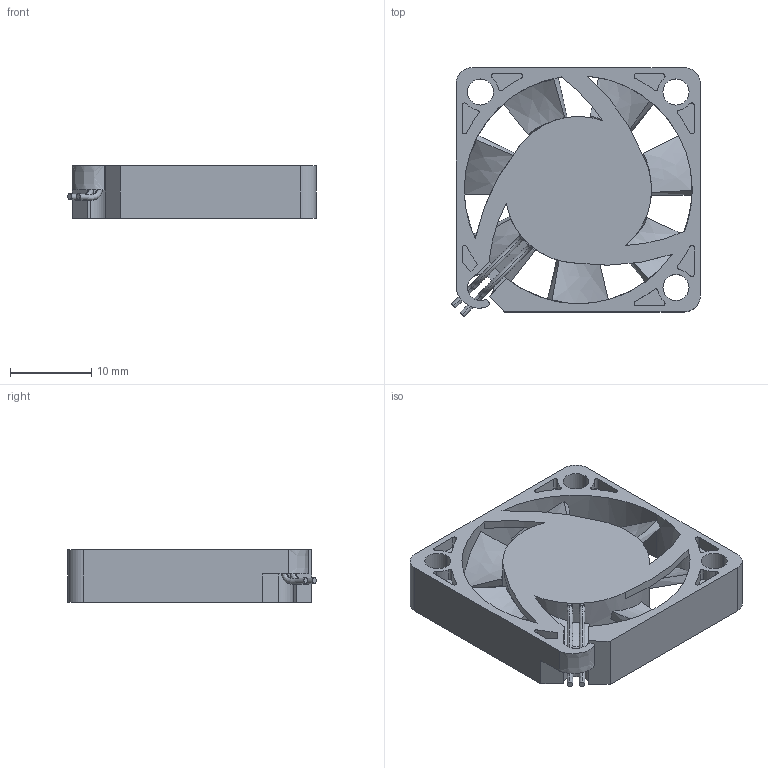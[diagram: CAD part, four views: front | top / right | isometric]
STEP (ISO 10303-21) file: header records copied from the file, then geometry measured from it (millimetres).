
FILE_DESCRIPTION((''),'2;1');
FILE_NAME('SD_SUNON_30X30X6','2023-05-25T13:30:09',('diego.serra'),(''),'CREO PARAMETRIC BY PTC INC, 2021424','CREO PARAMETRIC BY PTC INC, 2021424','');
FILE_SCHEMA(('AUTOMOTIVE_DESIGN { 1 0 10303 214 1 1 1 1 }'));
Length unit declared in the file: millimetre
Products named in the file (1): SD_SUNON_30X30X6
Bounding box: 30.55 x 30.55 x 6.5 mm (x, y, z)
Volume: 3329.4 mm3; surface area: 4008 mm2
Topology: 1 solids, 1 shells, 208 faces, 634 edges, 421 vertices
Faces by surface type: cylinder 97, plane 57, bspline 53, extrusion 1
Entity records: 12683 total; most frequent: CARTESIAN_POINT 5129, ORIENTED_EDGE 1268, DIRECTION 963, PRESENTATION_STYLE_ASSIGNMENT 643, STYLED_ITEM 635, CURVE_STYLE 634, EDGE_CURVE 634, VERTEX_POINT 428
